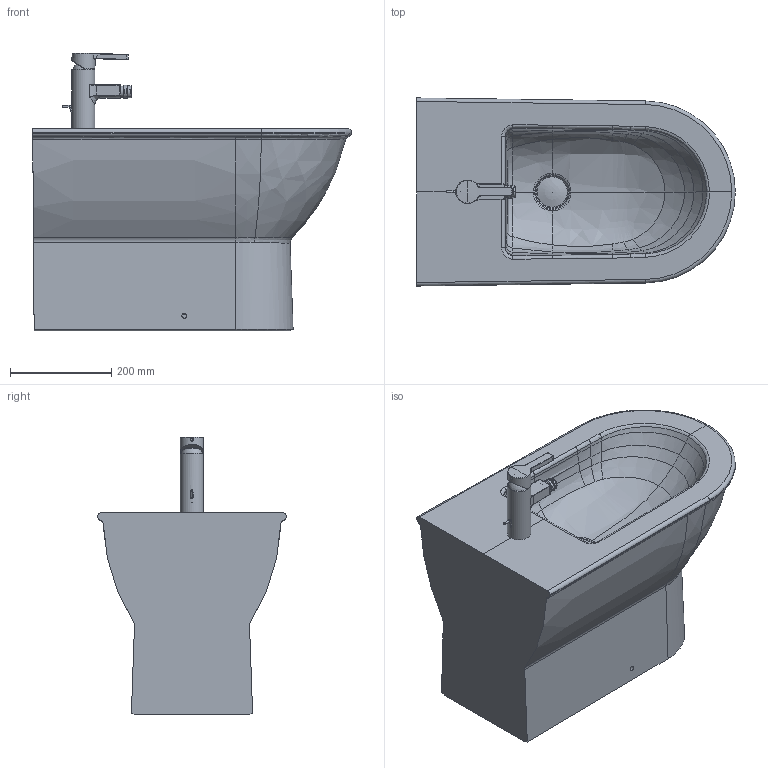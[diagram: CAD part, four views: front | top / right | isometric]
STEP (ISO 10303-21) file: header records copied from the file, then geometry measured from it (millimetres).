
FILE_DESCRIPTION((''),'2;1');
FILE_NAME('225110.stp','2011-05-18T18:36:21',('Administrator'),(''),'Autodesk Inventor 2011','Autodesk Inventor 2011','');
FILE_SCHEMA(('AUTOMOTIVE_DESIGN { 1 0 10303 214 1 1 1 1 }'));
Length unit declared in the file: millimetre
Products named in the file (12): 225110; Kelch; Stopfen; Armatur Bidet 224915; Hebel; Gehäuse Bidetarmatur; Gleitring; Fassung Neoperl; Ring Neoperl; Griff; Neoperl
Assembly tree (11 placements, depth 3):
  225110
    225110
    Kelch
    Stopfen
    Armatur Bidet 224915
      Hebel
      Gehäuse Bidetarmatur
      Gleitring
      Fassung Neoperl
      Ring Neoperl
      Griff
      Neoperl
Bounding box: 630.01 x 372 x 549.28 mm (x, y, z)
Volume: 49164996.7 mm3; surface area: 1112244.5 mm2
Topology: 3 solids, 11 shells, 514 faces, 1840 edges, 1233 vertices
Faces by surface type: plane 271, bspline 121, cylinder 80, torus 25, cone 15, sphere 2
Full cylindrical faces by diameter (mm): 1.039 x1, 4 x2, 4.3 x1, 5.2 x1, 5.5 x1, 10 x2, 10.5 x1, 12.5 x1, 13.905 x1, 17 x1, 17.773 x1, 18 x1, 20.1 x1, 22.55 x1, 23.6 x1, 24.3 x1, 24.5 x1, 25 x1, 25.5 x1, 35 x1, 42 x1, 44 x1, 46 x3, 60 x1
Entity records: 41319 total; most frequent: CARTESIAN_POINT 25744, ORIENTED_EDGE 2994, DIRECTION 2967, EDGE_CURVE 1764, VERTEX_POINT 1207, AXIS2_PLACEMENT_3D 1047, VECTOR 873, LINE 873
